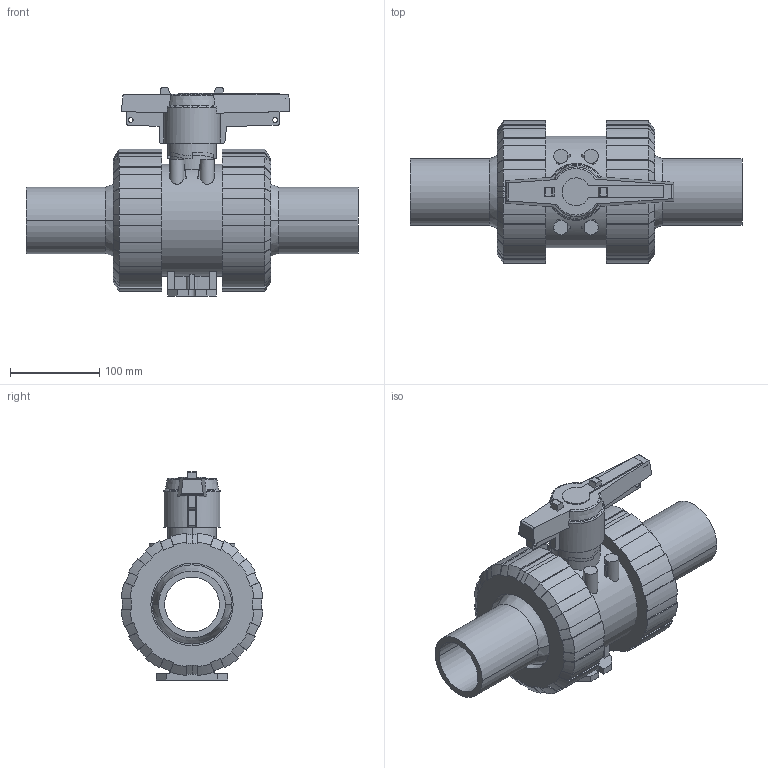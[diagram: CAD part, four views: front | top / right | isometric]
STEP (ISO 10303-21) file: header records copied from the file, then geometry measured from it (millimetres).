
FILE_DESCRIPTION(('STEP AP214'),'1');
FILE_NAME('cctmp_8D5DB304-2948-4A34-A21C-DD1A7A064C83_2021_10_21_08_17_53_0960..stp','2021-10-21T06:17:54',('Praher Valves GmbH'),('CADClick - www.CADClick.com'),'Spatial InterOp 3D',' ','unknown authorization');
FILE_SCHEMA(('AUTOMOTIVE_DESIGN'));
Length unit declared in the file: millimetre
Products named in the file (7): cc_unnamed; 210553_5; 210553_4; 210553_3; 210553_2; 210553_1; 210553
Assembly tree (6 placements, depth 2):
  cc_unnamed
    210553_5
    210553_4
    210553_3
    210553_2
    210553_1
    210553
Bounding box: 373 x 159.53 x 233.83 mm (x, y, z)
Volume: 3014166.3 mm3; surface area: 450094.2 mm2
Topology: 6 solids, 6 shells, 448 faces, 1277 edges, 848 vertices
Faces by surface type: plane 220, cylinder 136, cone 84, torus 8
Entity records: 18990 total; most frequent: CARTESIAN_POINT 3603, ORIENTED_EDGE 2554, DIRECTION 2423, EDGE_CURVE 1277, AXIS2_PLACEMENT_3D 883, VERTEX_POINT 848, LINE 657, VECTOR 657
